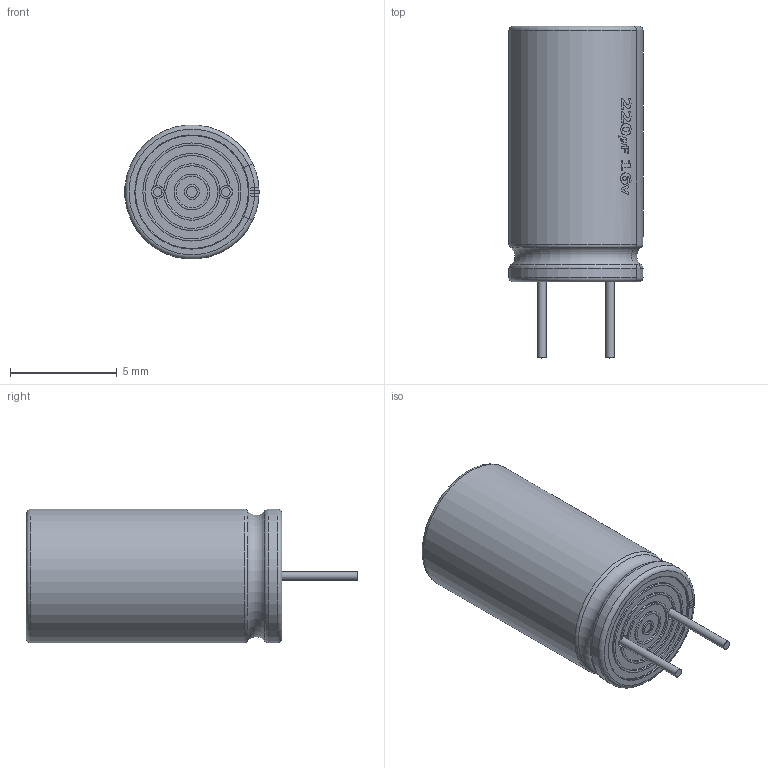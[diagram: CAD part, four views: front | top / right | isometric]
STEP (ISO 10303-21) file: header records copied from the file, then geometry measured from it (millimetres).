
FILE_DESCRIPTION(/* description */ (''),/* implementation_level */ '2;1');
FILE_NAME(/* name */ '220uF 16V electr -6.3x12mm -P.diameter 3.2mm.stp',/* time_stamp */ '2022-03-11T23:13:38+01:00',/* author */ ('JOSE LUIS'),/* organization */ (''),/* preprocessor_version */ 'ST-DEVELOPER v18',/* originating_system */ 'Autodesk Inventor 2020',/* authorisation */ '');
FILE_SCHEMA (('AUTOMOTIVE_DESIGN { 1 0 10303 214 3 1 1 }'));
Length unit declared in the file: millimetre
Products named in the file (1): 220uF 16V electr -6.3x12mm -P.diameter 3.2mm
Bounding box: 6.29 x 15.57 x 6.28 mm (x, y, z)
Volume: 366.8 mm3; surface area: 320.2 mm2
Topology: 3 solids, 3 shells, 125 faces, 504 edges, 408 vertices
Faces by surface type: cylinder 60, plane 39, torus 26
Full cylindrical faces by diameter (mm): 0.4 x2, 0.5 x1, 0.6 x2, 0.7 x1, 1.475 x1, 1.675 x1, 2.45 x1, 4.4 x1, 4.6 x1, 5.3 x2
Entity records: 6419 total; most frequent: CARTESIAN_POINT 1840, ORIENTED_EDGE 1008, DIRECTION 865, EDGE_CURVE 504, VERTEX_POINT 408, AXIS2_PLACEMENT_3D 355, CIRCLE 225, LINE 155
